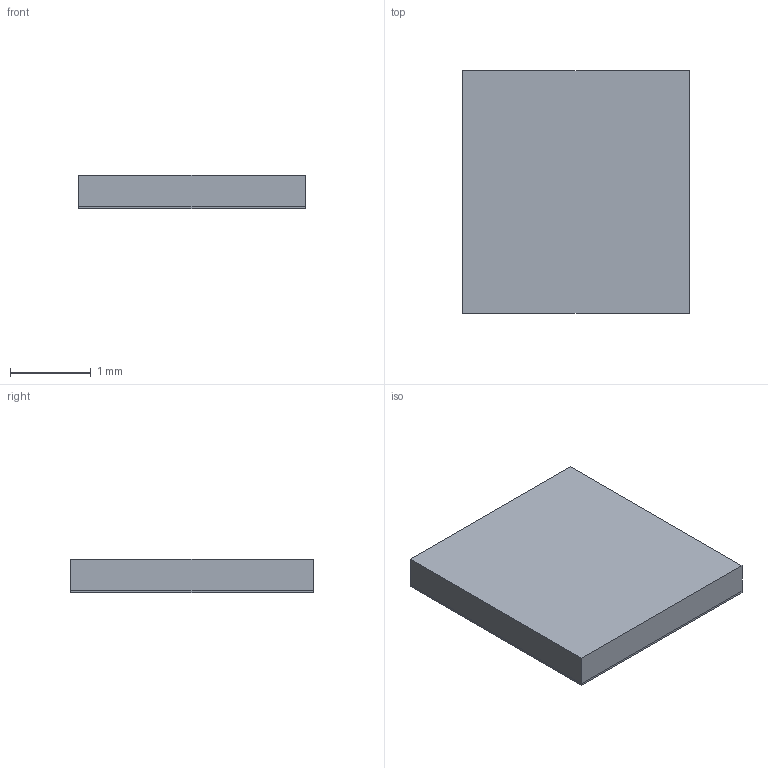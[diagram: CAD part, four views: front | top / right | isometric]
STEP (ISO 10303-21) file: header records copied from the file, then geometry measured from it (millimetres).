
FILE_DESCRIPTION( ( '' ), ' ' );
FILE_NAME( '5b066911afd6120b78f2ab6f.step', '2018-05-24T07:26:10', ( '' ), ( '' ), ' ', ' ', ' ' );
FILE_SCHEMA( ( 'AUTOMOTIVE_DESIGN { 1 0 10303 214 1 1 1 1 }' ) );
Length unit declared in the file: metre
Products named in the file (11): Open CASCADE STEP translator 6.8 3; Open CASCADE STEP translator 6.8 2; Open CASCADE STEP translator 6.8 1
Bounding box: 2.8 x 3 x 0.41 mm (x, y, z)
Volume: 3.4 mm3; surface area: 41.4 mm2
Topology: 11 solids, 11 shells, 150 faces, 357 edges, 238 vertices
Faces by surface type: plane 150
Entity records: 7378 total; most frequent: CARTESIAN_POINT 756, ORIENTED_EDGE 714, DIRECTION 679, STYLED_ITEM 507, PRESENTATION_STYLE_ASSIGNMENT 507, COLOUR_RGB 507, EDGE_CURVE 357, CURVE_STYLE 357
